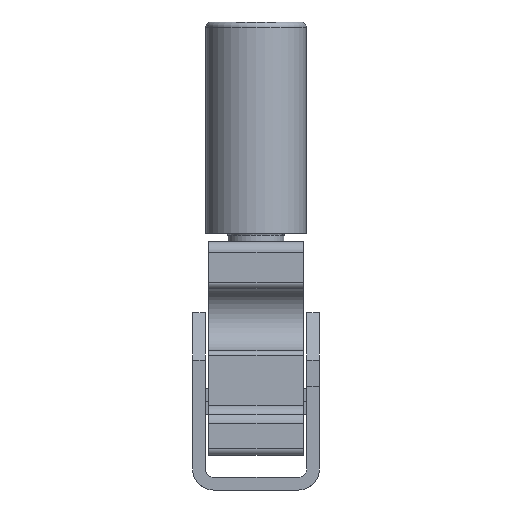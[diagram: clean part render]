
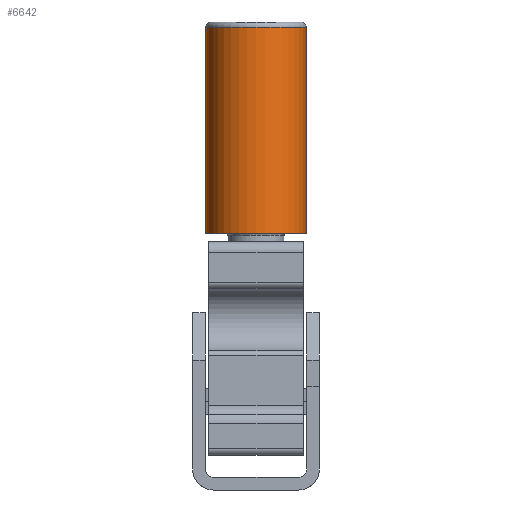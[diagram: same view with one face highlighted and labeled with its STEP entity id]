
A CAD part, front view. The second image highlights one B-rep face of the part: STEP entity #6642.
In plain terms, the highlighted cylindrical face has radius 4.75 mm (diameter 9.5 mm), a partial arc.
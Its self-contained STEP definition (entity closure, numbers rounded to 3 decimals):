
#6565=AXIS2_PLACEMENT_3D('Circle Axis2P3D',#6563,#6564,$) ;
#6629=AXIS2_PLACEMENT_3D('Cylinder Axis2P3D',#6626,#6627,#6628) ;
#6633=AXIS2_PLACEMENT_3D('Circle Axis2P3D',#6631,#6632,$) ;
#6558=CARTESIAN_POINT('Vertex',(1.25,28.1,24.3)) ;
#6560=CARTESIAN_POINT('Vertex',(10.75,28.1,24.3)) ;
#6563=CARTESIAN_POINT('Axis2P3D Location',(6.,28.1,24.3)) ;
#6603=CARTESIAN_POINT('Vertex',(1.25,28.1,43.8)) ;
#6605=CARTESIAN_POINT('Vertex',(10.75,28.1,43.8)) ;
#6608=CARTESIAN_POINT('Line Origine',(10.75,28.1,23.8)) ;
#6613=CARTESIAN_POINT('Line Origine',(1.25,28.1,23.8)) ;
#6626=CARTESIAN_POINT('Axis2P3D Location',(6.,28.1,23.8)) ;
#6631=CARTESIAN_POINT('Axis2P3D Location',(6.,28.1,43.8)) ;
#6564=DIRECTION('Axis2P3D Direction',(0.,0.,-1.)) ;
#6609=DIRECTION('Vector Direction',(0.,0.,-1.)) ;
#6614=DIRECTION('Vector Direction',(0.,0.,-1.)) ;
#6627=DIRECTION('Axis2P3D Direction',(0.,0.,-1.)) ;
#6628=DIRECTION('Axis2P3D XDirection',(1.,0.,0.)) ;
#6632=DIRECTION('Axis2P3D Direction',(0.,0.,-1.)) ;
#6610=VECTOR('Line Direction',#6609,1.) ;
#6615=VECTOR('Line Direction',#6614,1.) ;
#6637=ORIENTED_EDGE('',*,*,#6612,.F.) ;
#6638=ORIENTED_EDGE('',*,*,#6635,.T.) ;
#6639=ORIENTED_EDGE('',*,*,#6617,.T.) ;
#6640=ORIENTED_EDGE('',*,*,#6567,.F.) ;
#6642=ADVANCED_FACE('K\X2\00F6\X0\\X2\0000\X0\\X2\000E\X0\\X2\0000\X0\',(#6641),#6630,.T.) ;
#6566=CIRCLE('generated circle',#6565,4.75) ;
#6634=CIRCLE('generated circle',#6633,4.75) ;
#6630=CYLINDRICAL_SURFACE('generated cylinder',#6629,4.75) ;
#6567=EDGE_CURVE('',#6561,#6559,#6566,.T.) ;
#6612=EDGE_CURVE('',#6606,#6561,#6611,.T.) ;
#6617=EDGE_CURVE('',#6604,#6559,#6616,.T.) ;
#6635=EDGE_CURVE('',#6606,#6604,#6634,.T.) ;
#6636=EDGE_LOOP('',(#6637,#6638,#6639,#6640)) ;
#6641=FACE_OUTER_BOUND('',#6636,.T.) ;
#6611=LINE('Line',#6608,#6610) ;
#6616=LINE('Line',#6613,#6615) ;
#6559=VERTEX_POINT('',#6558) ;
#6561=VERTEX_POINT('',#6560) ;
#6604=VERTEX_POINT('',#6603) ;
#6606=VERTEX_POINT('',#6605) ;
